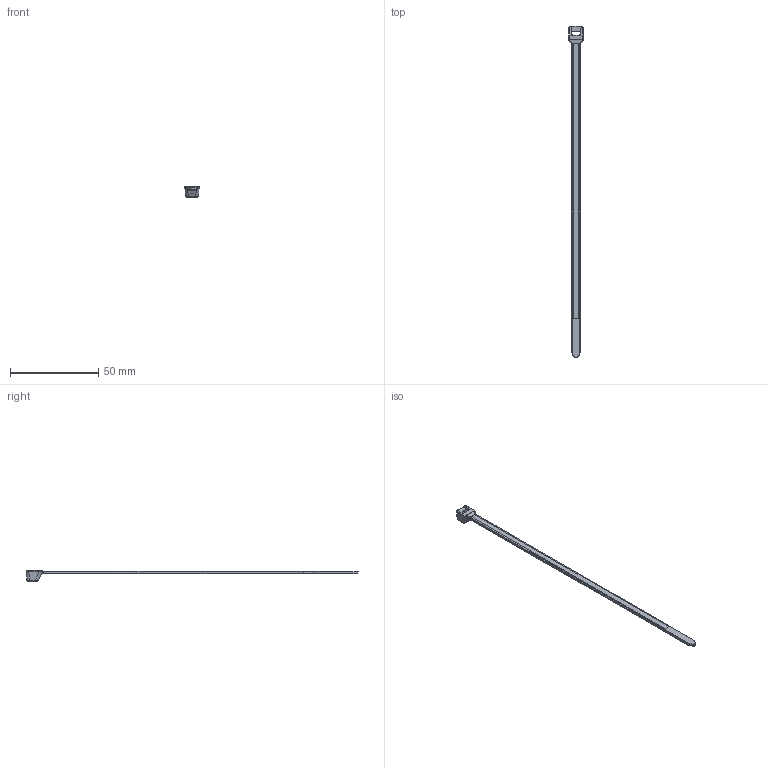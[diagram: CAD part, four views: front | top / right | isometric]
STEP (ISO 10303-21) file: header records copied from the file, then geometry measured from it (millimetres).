
FILE_DESCRIPTION(/* description */ (''),/* implementation_level */ '2;1');
FILE_NAME(/* name */ 'PLT2S PEEK.stp',/* time_stamp */ '2015-05-26T14:20:11-05:00',/* author */ (''),/* organization */ (''),/* preprocessor_version */ 'ST-DEVELOPER v15',/* originating_system */ 'SIEMENS PLM Software NX 8.5',/* authorisation */ '');
FILE_SCHEMA (('CONFIG_CONTROL_DESIGN'));
Length unit declared in the file: inch
Products named in the file (1): 15B262BA_00
Bounding box: 8.13 x 188.46 x 6.15 mm (x, y, z)
Volume: 1621.9 mm3; surface area: 3551.5 mm2
Topology: 2 solids, 3 shells, 220 faces, 546 edges, 335 vertices
Faces by surface type: plane 101, cylinder 56, bspline 33, extrusion 17, torus 10, cone 3
Entity records: 7564 total; most frequent: CARTESIAN_POINT 2505, ORIENTED_EDGE 1092, DIRECTION 954, EDGE_CURVE 546, VERTEX_POINT 335, AXIS2_PLACEMENT_3D 330, VECTOR 294, LINE 277
